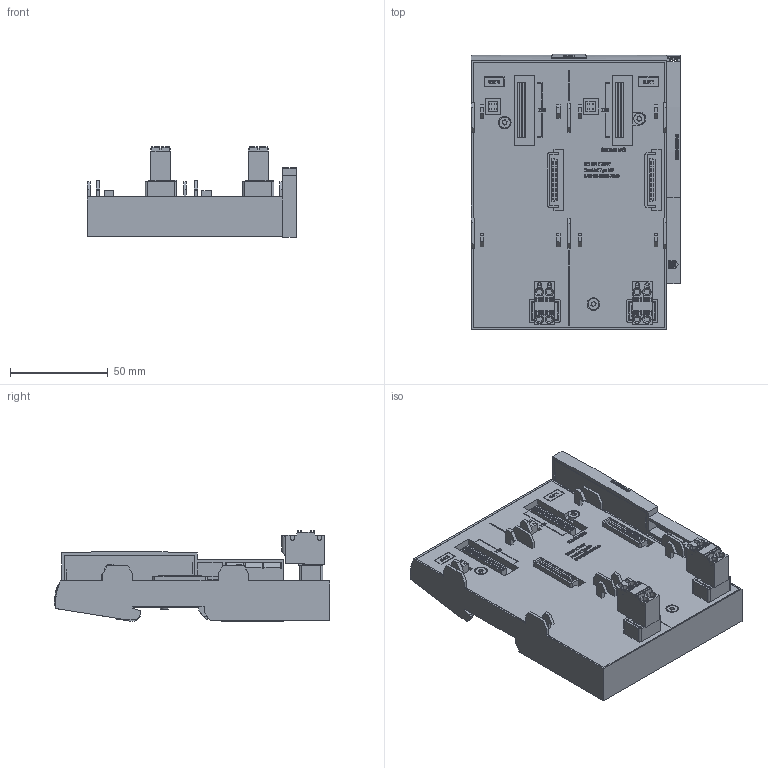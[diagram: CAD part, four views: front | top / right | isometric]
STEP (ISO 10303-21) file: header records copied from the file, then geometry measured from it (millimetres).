
FILE_DESCRIPTION(/* description */ (''),/* implementation_level */ '2;1');
FILE_NAME(/* name */ '6AG1193-6BR00-7HM0_3d.stp',/* time_stamp */ '2025-02-28T09:44:21+08:00',/* author */ (''),/* organization */ (''),/* preprocessor_version */ 'ST-DEVELOPER v18.102',/* originating_system */ 'SIEMENS PLM Software NX 2023',/* authorisation */ '');
FILE_SCHEMA (('AUTOMOTIVE_DESIGN { 1 0 10303 214 3 1 1 1 }'));
Products named in the file (7): A5E30911136A_RS-AA_002_1-labeling; A5E30911135A_RS-AA_002_1-box; A5E30584982A_RS-AA_005_1-powersupply-connector; A5E54405262A_RS-AA_001_1-Labeling; A5E52550599A_RS-AA_001_2-Box; A5E30911137A_RS-AA_004_4-CAx_6ES71936PA000AA0; A5E54405018A_RS-AA_001_1-CAx_6ES71936BR000HM0
Assembly tree (7 placements, depth 3):
  A5E54405018A_RS-AA_001_1-CAx_6ES71936BR000HM0
    A5E52550599A_RS-AA_001_2-Box
    A5E54405262A_RS-AA_001_1-Labeling
    A5E30911137A_RS-AA_004_4-CAx_6ES71936PA000AA0
      A5E30911135A_RS-AA_002_1-box
      A5E30911136A_RS-AA_002_1-labeling
    A5E30584982A_RS-AA_005_1-powersupply-connector  x2
Bounding box: 107.1 x 141.12 x 46.34 mm (x, y, z)
Volume: 199191 mm3; surface area: 87347.4 mm2
Topology: 111 solids, 111 shells, 4181 faces, 10745 edges, 7121 vertices
Faces by surface type: plane 3404, extrusion 540, cylinder 220, cone 17
Full cylindrical faces by diameter (mm): 1.4 x4, 2.8 x4, 3 x2, 4.3 x3, 5.1 x6, 5.6 x3, 6.5 x1, 6.518 x1
Entity records: 156748 total; most frequent: CARTESIAN_POINT 40454, ORIENTED_EDGE 20316, DIRECTION 16462, EDGE_CURVE 10158, VECTOR 8566, LINE 8026, VERTEX_POINT 6759, EDGE_LOOP 4471
